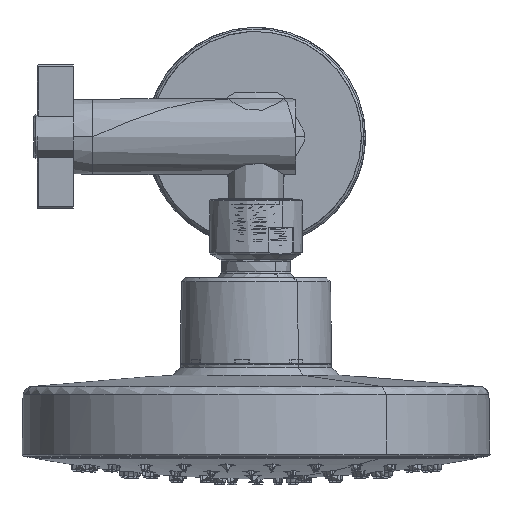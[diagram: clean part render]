
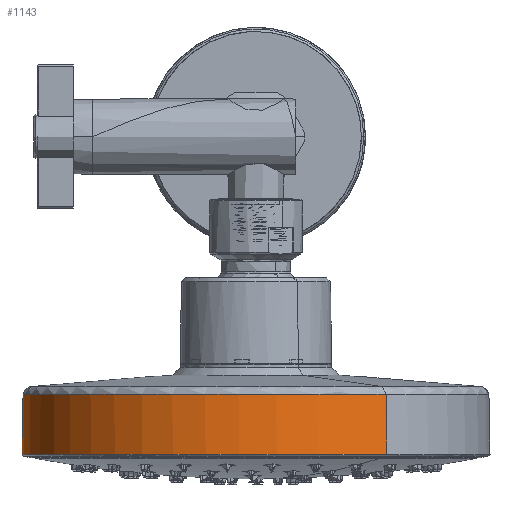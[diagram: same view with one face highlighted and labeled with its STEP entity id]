
A CAD part, front view. The second image highlights one B-rep face of the part: STEP entity #1143.
In plain terms, the highlighted free-form (B-spline) face has degree [2, 1] with [9, 2] control points.
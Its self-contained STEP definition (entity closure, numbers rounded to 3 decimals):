
#1143=ADVANCED_FACE('',(#4557),#55208,.T.);
#4557=FACE_OUTER_BOUND('',#7978,.T.);
#7978=EDGE_LOOP('',(#12650,#12651,#12652,#12653,#12654,#12655));
#12650=ORIENTED_EDGE('',*,*,#30941,.F.);
#12651=ORIENTED_EDGE('',*,*,#30946,.T.);
#12652=ORIENTED_EDGE('',*,*,#30945,.T.);
#12653=ORIENTED_EDGE('',*,*,#30944,.T.);
#12654=ORIENTED_EDGE('',*,*,#30943,.T.);
#12655=ORIENTED_EDGE('',*,*,#30942,.F.);
#30941=EDGE_CURVE('',#49513,#49516,#40017,.T.);
#30942=EDGE_CURVE('',#49516,#49514,#40018,.T.);
#30943=EDGE_CURVE('',#49517,#49514,#42656,.T.);
#30944=EDGE_CURVE('',#49518,#49517,#40019,.T.);
#30945=EDGE_CURVE('',#49519,#49518,#40020,.T.);
#30946=EDGE_CURVE('',#49513,#49519,#42657,.T.);
#40017=(
BOUNDED_CURVE()
B_SPLINE_CURVE(2,(#78218,#78219,#78220,#78221,#78222),.UNSPECIFIED.,.F.,
 .F.)
B_SPLINE_CURVE_WITH_KNOTS((3,2,3),(0.,92.247,184.495),
 .UNSPECIFIED.)
CURVE()
GEOMETRIC_REPRESENTATION_ITEM()
RATIONAL_B_SPLINE_CURVE((1.,0.708,1.,0.708,1.))
REPRESENTATION_ITEM('')
);
#40018=(
BOUNDED_CURVE()
B_SPLINE_CURVE(2,(#78223,#78224,#78225),.UNSPECIFIED.,.F.,.F.)
B_SPLINE_CURVE_WITH_KNOTS((3,3),(0.,0.221),.UNSPECIFIED.)
CURVE()
GEOMETRIC_REPRESENTATION_ITEM()
RATIONAL_B_SPLINE_CURVE((1.,1.,1.))
REPRESENTATION_ITEM('')
);
#40019=(
BOUNDED_CURVE()
B_SPLINE_CURVE(2,(#78228,#78229,#78230,#78231,#78232),.UNSPECIFIED.,.F.,
 .F.)
B_SPLINE_CURVE_WITH_KNOTS((3,2,3),(-183.579,-91.79,
0.),.UNSPECIFIED.)
CURVE()
GEOMETRIC_REPRESENTATION_ITEM()
RATIONAL_B_SPLINE_CURVE((1.,0.708,1.,0.708,1.))
REPRESENTATION_ITEM('')
);
#40020=(
BOUNDED_CURVE()
B_SPLINE_CURVE(2,(#78233,#78234,#78235),.UNSPECIFIED.,.F.,.F.)
B_SPLINE_CURVE_WITH_KNOTS((3,3),(-0.313,0.),.UNSPECIFIED.)
CURVE()
GEOMETRIC_REPRESENTATION_ITEM()
RATIONAL_B_SPLINE_CURVE((1.,1.,1.))
REPRESENTATION_ITEM('')
);
#42656=B_SPLINE_CURVE_WITH_KNOTS('',1,(#78226,#78227),.UNSPECIFIED.,.F.,
 .F.,(2,2),(-15.019,0.),.UNSPECIFIED.);
#42657=B_SPLINE_CURVE_WITH_KNOTS('',1,(#78236,#78237),.UNSPECIFIED.,.F.,
 .F.,(2,2),(-15.019,0.),.UNSPECIFIED.);
#49513=VERTEX_POINT('',#77191);
#49514=VERTEX_POINT('',#77192);
#49516=VERTEX_POINT('',#77194);
#49517=VERTEX_POINT('',#77195);
#49518=VERTEX_POINT('',#77196);
#49519=VERTEX_POINT('',#77197);
#55208=(
BOUNDED_SURFACE()
B_SPLINE_SURFACE(2,1,((#69114,#69115),(#69116,#69117),(#69118,#69119),(#69120,
#69121),(#69122,#69123),(#69124,#69125),(#69126,#69127),(#69128,#69129),
(#69130,#69131)),.UNSPECIFIED.,.T.,.F.,.F.)
B_SPLINE_SURFACE_WITH_KNOTS((3,2,2,2,3),(2,2),(0.,92.408,184.817,
277.225,369.634),(0.,18.706),.UNSPECIFIED.)
GEOMETRIC_REPRESENTATION_ITEM()
RATIONAL_B_SPLINE_SURFACE(((1.,1.),(0.707,0.707),
(1.,1.),(0.707,0.707),(1.,1.),(0.707,
0.707),(1.,1.),(0.707,0.707),(1.,1.)))
REPRESENTATION_ITEM('')
SURFACE()
);
#69114=CARTESIAN_POINT('',(0.,-17.039,58.503));
#69115=CARTESIAN_POINT('',(0.,1.664,58.829));
#69116=CARTESIAN_POINT('',(58.503,-17.039,58.503));
#69117=CARTESIAN_POINT('',(58.829,1.664,58.829));
#69118=CARTESIAN_POINT('',(58.503,-17.039,0.));
#69119=CARTESIAN_POINT('',(58.829,1.664,0.));
#69120=CARTESIAN_POINT('',(58.503,-17.039,-58.503));
#69121=CARTESIAN_POINT('',(58.829,1.664,-58.829));
#69122=CARTESIAN_POINT('',(0.,-17.039,-58.503));
#69123=CARTESIAN_POINT('',(0.,1.664,-58.829));
#69124=CARTESIAN_POINT('',(-58.503,-17.039,-58.503));
#69125=CARTESIAN_POINT('',(-58.829,1.664,-58.829));
#69126=CARTESIAN_POINT('',(-58.503,-17.039,0.));
#69127=CARTESIAN_POINT('',(-58.829,1.664,0.));
#69128=CARTESIAN_POINT('',(-58.503,-17.039,58.503));
#69129=CARTESIAN_POINT('',(-58.829,1.664,58.829));
#69130=CARTESIAN_POINT('',(0.,-17.039,58.503));
#69131=CARTESIAN_POINT('',(0.,1.664,58.829));
#77191=CARTESIAN_POINT('',(58.797,-0.177,0.));
#77192=CARTESIAN_POINT('',(-58.797,-0.177,0.));
#77194=CARTESIAN_POINT('',(-58.796,-0.179,-0.221));
#77195=CARTESIAN_POINT('',(-58.535,-15.196,0.));
#77196=CARTESIAN_POINT('',(58.534,-15.196,-0.313));
#77197=CARTESIAN_POINT('',(58.535,-15.196,0.));
#78218=CARTESIAN_POINT('',(58.797,-0.177,0.));
#78219=CARTESIAN_POINT('',(58.797,-0.177,-58.686));
#78220=CARTESIAN_POINT('',(0.111,-0.178,-58.797));
#78221=CARTESIAN_POINT('',(-58.576,-0.179,-58.907));
#78222=CARTESIAN_POINT('',(-58.796,-0.179,-0.221));
#78223=CARTESIAN_POINT('',(-58.796,-0.179,-0.221));
#78224=CARTESIAN_POINT('',(-58.797,-0.178,-0.111));
#78225=CARTESIAN_POINT('',(-58.797,-0.177,0.));
#78226=CARTESIAN_POINT('',(-58.535,-15.196,0.));
#78227=CARTESIAN_POINT('',(-58.797,-0.177,0.));
#78228=CARTESIAN_POINT('',(58.534,-15.196,-0.313));
#78229=CARTESIAN_POINT('',(58.222,-15.196,-58.691));
#78230=CARTESIAN_POINT('',(-0.156,-15.196,-58.535));
#78231=CARTESIAN_POINT('',(-58.535,-15.196,-58.379));
#78232=CARTESIAN_POINT('',(-58.535,-15.196,0.));
#78233=CARTESIAN_POINT('',(58.535,-15.196,0.));
#78234=CARTESIAN_POINT('',(58.535,-15.196,-0.156));
#78235=CARTESIAN_POINT('',(58.534,-15.196,-0.313));
#78236=CARTESIAN_POINT('',(58.797,-0.177,0.));
#78237=CARTESIAN_POINT('',(58.535,-15.196,0.));
